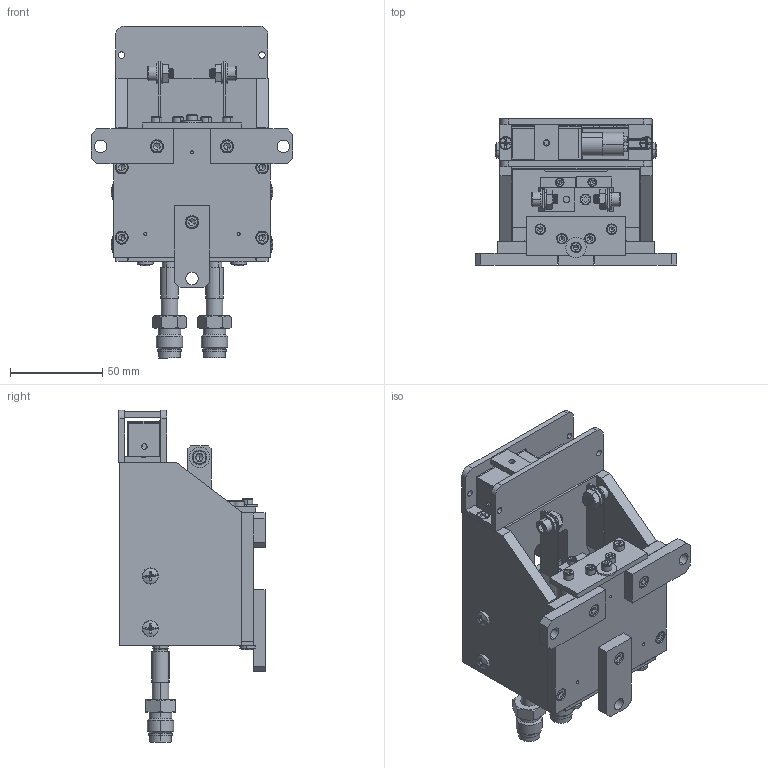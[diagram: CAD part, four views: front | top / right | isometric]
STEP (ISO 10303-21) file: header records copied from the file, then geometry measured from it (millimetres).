
FILE_DESCRIPTION (( 'STEP AP214' ), '1' );
FILE_NAME ('113802_RCF_e-GUN_REAR_VCR.STEP', '2019-12-10T18:30:15', ( 'admin' ), ( 'Microsoft' ), 'SwSTEP 2.0', 'SolidWorks 2016', '' );
FILE_SCHEMA (( 'AUTOMOTIVE_DESIGN' ));
Length unit declared in the file: inch
Products named in the file (1): 113802_RCF_e-GUN_REAR_VCR
Bounding box: 109.22 x 79.25 x 180.09 mm (x, y, z)
Surface area: 121429.1 mm2 (no closed solid volume)
Topology: 0 solids, 92 shells, 776 faces, 2300 edges, 1535 vertices
Faces by surface type: plane 422, cylinder 169, cone 167, sphere 16, torus 2
Entity records: 36374 total; most frequent: CARTESIAN_POINT 5398, DIRECTION 4639, ORIENTED_EDGE 3701, EDGE_CURVE 2276, AXIS2_PLACEMENT_3D 1692, VERTEX_POINT 1535, VECTOR 1255, LINE 1255
